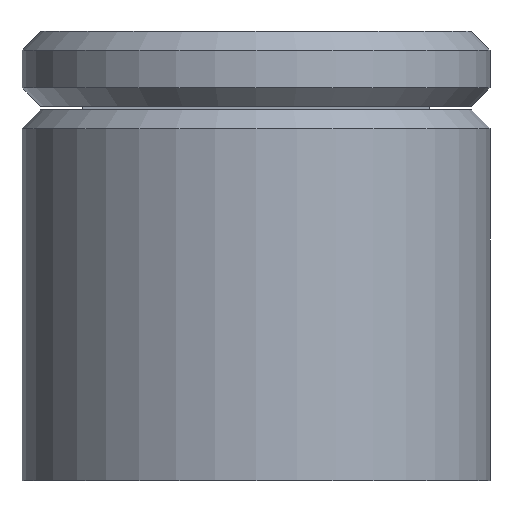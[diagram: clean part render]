
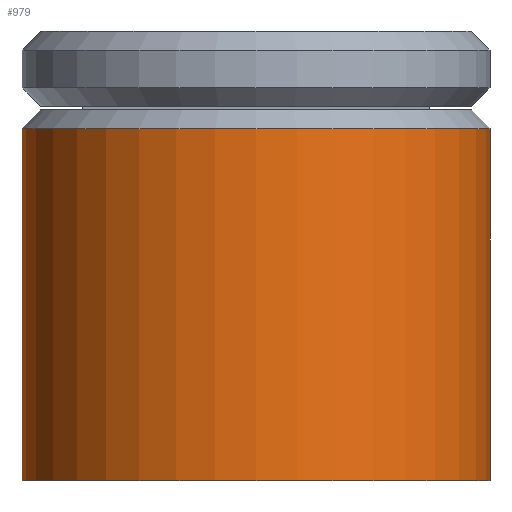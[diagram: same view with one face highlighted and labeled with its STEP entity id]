
A CAD part, front view. The second image highlights one B-rep face of the part: STEP entity #979.
In plain terms, the highlighted cylindrical face has radius 12.5 mm (diameter 25 mm), a partial arc.
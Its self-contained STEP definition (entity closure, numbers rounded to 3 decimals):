
#74=CYLINDRICAL_SURFACE('',#1054,12.5);
#94=FACE_OUTER_BOUND('',#149,.T.);
#149=EDGE_LOOP('',(#742,#743,#744,#745));
#224=LINE('',#1476,#335);
#230=LINE('',#1491,#341);
#335=VECTOR('',#1181,10.);
#341=VECTOR('',#1199,10.);
#420=CIRCLE('',#1047,12.5);
#422=CIRCLE('',#1052,12.5);
#460=VERTEX_POINT('',#1454);
#465=VERTEX_POINT('',#1468);
#466=VERTEX_POINT('',#1470);
#467=VERTEX_POINT('',#1474);
#565=EDGE_CURVE('',#466,#465,#420,.T.);
#568=EDGE_CURVE('',#465,#467,#224,.T.);
#573=EDGE_CURVE('',#460,#467,#422,.T.);
#576=EDGE_CURVE('',#466,#460,#230,.T.);
#742=ORIENTED_EDGE('',*,*,#573,.F.);
#743=ORIENTED_EDGE('',*,*,#576,.F.);
#744=ORIENTED_EDGE('',*,*,#565,.T.);
#745=ORIENTED_EDGE('',*,*,#568,.T.);
#979=ADVANCED_FACE('',(#94),#74,.T.);
#1047=AXIS2_PLACEMENT_3D('',#1471,#1175,#1176);
#1052=AXIS2_PLACEMENT_3D('',#1485,#1191,#1192);
#1054=AXIS2_PLACEMENT_3D('',#1490,#1197,#1198);
#1175=DIRECTION('center_axis',(0.,0.,1.));
#1176=DIRECTION('ref_axis',(1.,0.,0.));
#1181=DIRECTION('',(0.,0.,1.));
#1191=DIRECTION('center_axis',(0.,0.,1.));
#1192=DIRECTION('ref_axis',(1.,0.,0.));
#1197=DIRECTION('center_axis',(0.,0.,1.));
#1198=DIRECTION('ref_axis',(1.,0.,0.));
#1199=DIRECTION('',(0.,0.,1.));
#1454=CARTESIAN_POINT('',(-12.5,0.,18.8));
#1468=CARTESIAN_POINT('',(12.5,0.,0.));
#1470=CARTESIAN_POINT('',(-12.5,0.,0.));
#1471=CARTESIAN_POINT('Origin',(0.,0.,0.));
#1474=CARTESIAN_POINT('',(12.5,0.,18.8));
#1476=CARTESIAN_POINT('',(12.5,0.,0.));
#1485=CARTESIAN_POINT('Origin',(0.,0.,18.8));
#1490=CARTESIAN_POINT('Origin',(0.,0.,0.));
#1491=CARTESIAN_POINT('',(-12.5,0.,0.));
